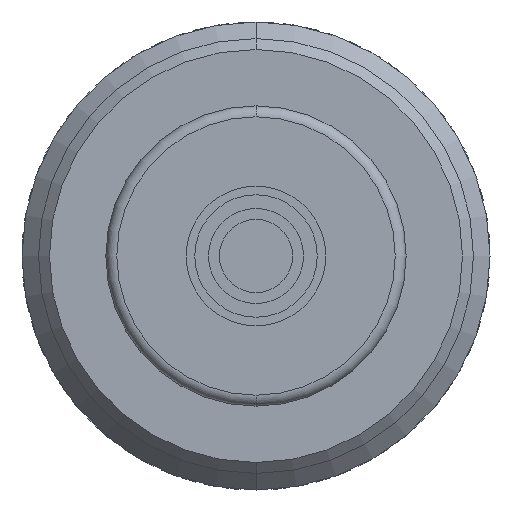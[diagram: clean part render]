
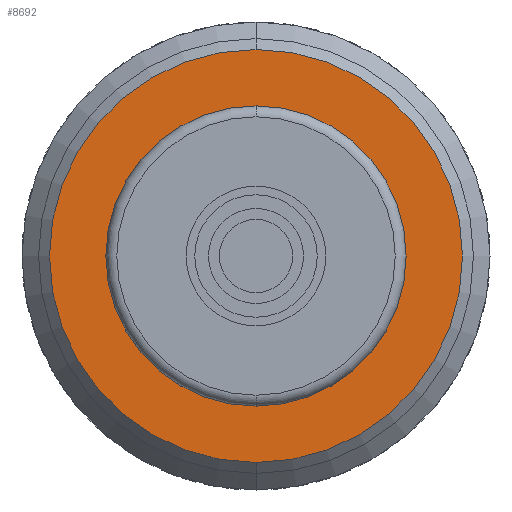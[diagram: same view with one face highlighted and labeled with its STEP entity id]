
A CAD part, front view. The second image highlights one B-rep face of the part: STEP entity #8692.
In plain terms, the highlighted planar face has unit normal (0, -1, 0).
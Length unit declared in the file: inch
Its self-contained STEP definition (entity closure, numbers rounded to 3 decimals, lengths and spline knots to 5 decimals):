
#45 = CARTESIAN_POINT ( 'NONE',  ( 0., 0.53578, 0. ) ) ;
#71 = EDGE_LOOP ( 'NONE', ( #5434, #4527 ) ) ;
#247 = CIRCLE ( 'NONE', #7642, 0.275 ) ;
#644 = DIRECTION ( 'NONE',  ( 0., 0., -1. ) ) ;
#651 = ORIENTED_EDGE ( 'NONE', *, *, #6665, .T. ) ;
#1074 = DIRECTION ( 'NONE',  ( 0., 0., -1. ) ) ;
#1752 = CARTESIAN_POINT ( 'NONE',  ( 0., 0.53578, 0.37829 ) ) ;
#1914 = CIRCLE ( 'NONE', #2535, 0.275 ) ;
#2535 = AXIS2_PLACEMENT_3D ( 'NONE', #45, #5881, #8306 ) ;
#2564 = FACE_OUTER_BOUND ( 'NONE', #3608, .T. ) ;
#2786 = AXIS2_PLACEMENT_3D ( 'NONE', #7326, #5652, #644 ) ;
#3269 = VERTEX_POINT ( 'NONE', #10926 ) ;
#3295 = VERTEX_POINT ( 'NONE', #1752 ) ;
#3432 = EDGE_CURVE ( 'NONE', #6957, #7108, #1914, .T. ) ;
#3608 = EDGE_LOOP ( 'NONE', ( #651, #9665 ) ) ;
#3697 = CIRCLE ( 'NONE', #2786, 0.37829 ) ;
#4130 = PLANE ( 'NONE',  #8502 ) ;
#4411 = CARTESIAN_POINT ( 'NONE',  ( 0., 0.53578, 0. ) ) ;
#4527 = ORIENTED_EDGE ( 'NONE', *, *, #3432, .F. ) ;
#5055 = CARTESIAN_POINT ( 'NONE',  ( 0., 0.53578, 0.275 ) ) ;
#5218 = DIRECTION ( 'NONE',  ( 0., 0., -1. ) ) ;
#5434 = ORIENTED_EDGE ( 'NONE', *, *, #7239, .F. ) ;
#5652 = DIRECTION ( 'NONE',  ( 0., -1., 0. ) ) ;
#5757 = DIRECTION ( 'NONE',  ( 0., 0., -1. ) ) ;
#5881 = DIRECTION ( 'NONE',  ( 0., -1., 0. ) ) ;
#6044 = CARTESIAN_POINT ( 'NONE',  ( 0., 0.53578, 0. ) ) ;
#6665 = EDGE_CURVE ( 'NONE', #3295, #3269, #7973, .T. ) ;
#6957 = VERTEX_POINT ( 'NONE', #10875 ) ;
#7108 = VERTEX_POINT ( 'NONE', #5055 ) ;
#7239 = EDGE_CURVE ( 'NONE', #7108, #6957, #247, .T. ) ;
#7326 = CARTESIAN_POINT ( 'NONE',  ( 0., 0.53578, 0. ) ) ;
#7642 = AXIS2_PLACEMENT_3D ( 'NONE', #4411, #10305, #5218 ) ;
#7973 = CIRCLE ( 'NONE', #8126, 0.37829 ) ;
#8126 = AXIS2_PLACEMENT_3D ( 'NONE', #6044, #8593, #1074 ) ;
#8182 = FACE_BOUND ( 'NONE', #71, .T. ) ;
#8198 = DIRECTION ( 'NONE',  ( 0., -1., 0. ) ) ;
#8306 = DIRECTION ( 'NONE',  ( 0., 0., -1. ) ) ;
#8502 = AXIS2_PLACEMENT_3D ( 'NONE', #10849, #8198, #5757 ) ;
#8593 = DIRECTION ( 'NONE',  ( 0., -1., 0. ) ) ;
#8692 = ADVANCED_FACE ( 'NONE', ( #8182, #2564 ), #4130, .T. ) ;
#9665 = ORIENTED_EDGE ( 'NONE', *, *, #10455, .T. ) ;
#10305 = DIRECTION ( 'NONE',  ( 0., -1., 0. ) ) ;
#10455 = EDGE_CURVE ( 'NONE', #3269, #3295, #3697, .T. ) ;
#10849 = CARTESIAN_POINT ( 'NONE',  ( 0.39829, 0.53578, 0. ) ) ;
#10875 = CARTESIAN_POINT ( 'NONE',  ( 0., 0.53578, -0.275 ) ) ;
#10926 = CARTESIAN_POINT ( 'NONE',  ( 0., 0.53578, -0.37829 ) ) ;
